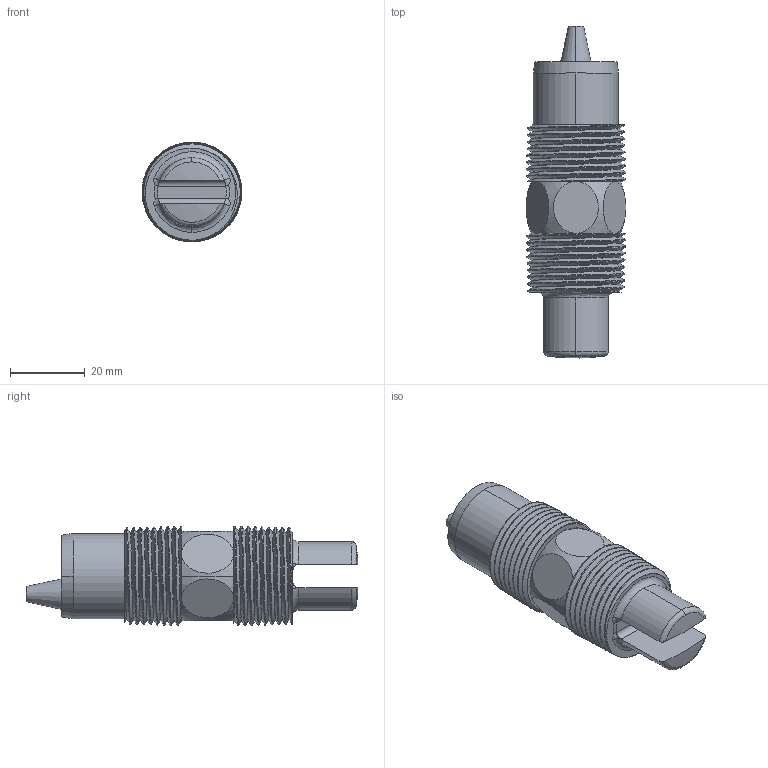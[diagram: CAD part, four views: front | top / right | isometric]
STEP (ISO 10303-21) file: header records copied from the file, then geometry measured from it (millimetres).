
FILE_DESCRIPTION (( 'STEP AP203' ), '1' );
FILE_NAME ('LU10-1305.STEP', '2021-05-18T17:32:33', ( '' ), ( '' ), 'SwSTEP 2.0', 'SolidWorks 2021', '' );
FILE_SCHEMA (( 'CONFIG_CONTROL_DESIGN' ));
Length unit declared in the file: inch
Products named in the file (1): LU10-1305
Bounding box: 26.65 x 88.64 x 26.64 mm (x, y, z)
Volume: 31548.8 mm3; surface area: 9834.2 mm2
Topology: 2 solids, 2 shells, 87 faces, 221 edges, 148 vertices
Faces by surface type: cone 41, bspline 22, plane 17, cylinder 7
Entity records: 14901 total; most frequent: CARTESIAN_POINT 12993, ORIENTED_EDGE 442, DIRECTION 276, EDGE_CURVE 221, VERTEX_POINT 148, B_SPLINE_CURVE_WITH_KNOTS 122, AXIS2_PLACEMENT_3D 112, EDGE_LOOP 97
